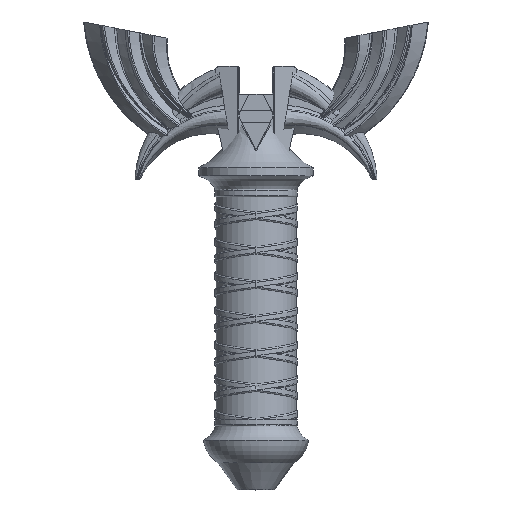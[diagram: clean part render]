
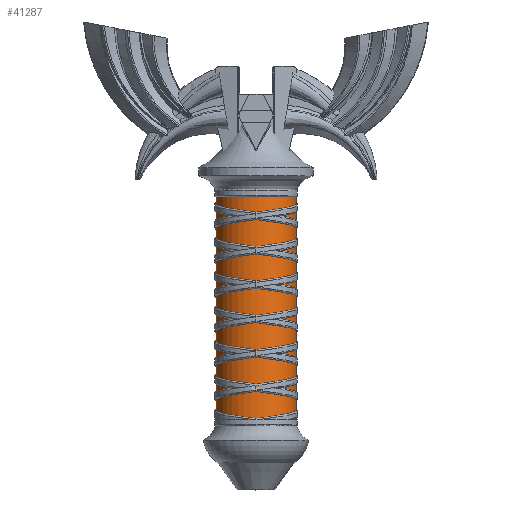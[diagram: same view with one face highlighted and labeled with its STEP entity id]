
A CAD part, top view. The second image highlights one B-rep face of the part: STEP entity #41287.
In plain terms, the highlighted cylindrical face has radius 17.5 mm (diameter 35 mm), a partial arc.
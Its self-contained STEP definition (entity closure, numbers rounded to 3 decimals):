
#41172 = VERTEX_POINT('',#41173);
#41173 = CARTESIAN_POINT('',(17.5,50.,0.));
#41190 = VERTEX_POINT('',#41191);
#41191 = CARTESIAN_POINT('',(-12.738,50.,-12.));
#41220 = EDGE_CURVE('',#41172,#41190,#41221,.T.);
#41221 = CIRCLE('',#41222,17.5);
#41222 = AXIS2_PLACEMENT_3D('',#41223,#41224,#41225);
#41223 = CARTESIAN_POINT('',(0.,50.,0.));
#41224 = DIRECTION('',(0.,-1.,0.));
#41225 = DIRECTION('',(1.,0.,0.));
#41245 = EDGE_CURVE('',#41246,#41172,#41248,.T.);
#41246 = VERTEX_POINT('',#41247);
#41247 = CARTESIAN_POINT('',(12.738,50.,-12.));
#41248 = CIRCLE('',#41249,17.5);
#41249 = AXIS2_PLACEMENT_3D('',#41250,#41251,#41252);
#41250 = CARTESIAN_POINT('',(0.,50.,0.));
#41251 = DIRECTION('',(0.,-1.,0.));
#41252 = DIRECTION('',(1.,0.,0.));
#41287 = ADVANCED_FACE('',(#41288),#41324,.T.);
#41288 = FACE_BOUND('',#41289,.T.);
#41289 = EDGE_LOOP('',(#41290,#41301,#41307,#41308,#41309,#41317));
#41290 = ORIENTED_EDGE('',*,*,#41291,.F.);
#41291 = EDGE_CURVE('',#41292,#41294,#41296,.T.);
#41292 = VERTEX_POINT('',#41293);
#41293 = CARTESIAN_POINT('',(12.738,-50.,-12.));
#41294 = VERTEX_POINT('',#41295);
#41295 = CARTESIAN_POINT('',(17.5,-50.,0.));
#41296 = CIRCLE('',#41297,17.5);
#41297 = AXIS2_PLACEMENT_3D('',#41298,#41299,#41300);
#41298 = CARTESIAN_POINT('',(0.,-50.,0.));
#41299 = DIRECTION('',(0.,-1.,0.));
#41300 = DIRECTION('',(1.,0.,0.));
#41301 = ORIENTED_EDGE('',*,*,#41302,.F.);
#41302 = EDGE_CURVE('',#41246,#41292,#41303,.T.);
#41303 = LINE('',#41304,#41305);
#41304 = CARTESIAN_POINT('',(12.738,50.,-12.));
#41305 = VECTOR('',#41306,1.);
#41306 = DIRECTION('',(-0.,-1.,-0.));
#41307 = ORIENTED_EDGE('',*,*,#41245,.T.);
#41308 = ORIENTED_EDGE('',*,*,#41220,.T.);
#41309 = ORIENTED_EDGE('',*,*,#41310,.T.);
#41310 = EDGE_CURVE('',#41190,#41311,#41313,.T.);
#41311 = VERTEX_POINT('',#41312);
#41312 = CARTESIAN_POINT('',(-12.738,-50.,-12.));
#41313 = LINE('',#41314,#41315);
#41314 = CARTESIAN_POINT('',(-12.738,50.,-12.));
#41315 = VECTOR('',#41316,1.);
#41316 = DIRECTION('',(-0.,-1.,-0.));
#41317 = ORIENTED_EDGE('',*,*,#41318,.F.);
#41318 = EDGE_CURVE('',#41294,#41311,#41319,.T.);
#41319 = CIRCLE('',#41320,17.5);
#41320 = AXIS2_PLACEMENT_3D('',#41321,#41322,#41323);
#41321 = CARTESIAN_POINT('',(0.,-50.,0.));
#41322 = DIRECTION('',(0.,-1.,0.));
#41323 = DIRECTION('',(1.,0.,0.));
#41324 = CYLINDRICAL_SURFACE('',#41325,17.5);
#41325 = AXIS2_PLACEMENT_3D('',#41326,#41327,#41328);
#41326 = CARTESIAN_POINT('',(0.,50.,0.));
#41327 = DIRECTION('',(-0.,-1.,-0.));
#41328 = DIRECTION('',(1.,0.,0.));
